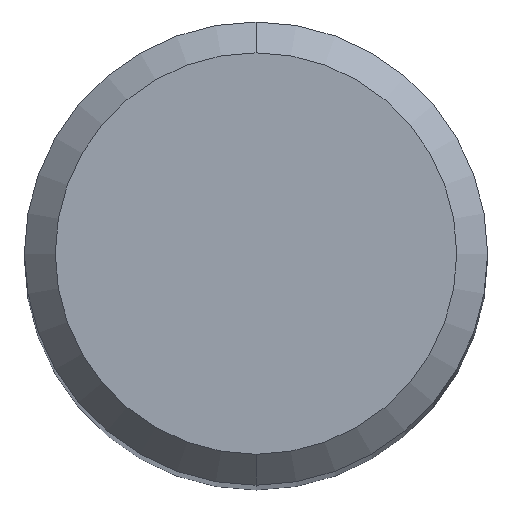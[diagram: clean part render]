
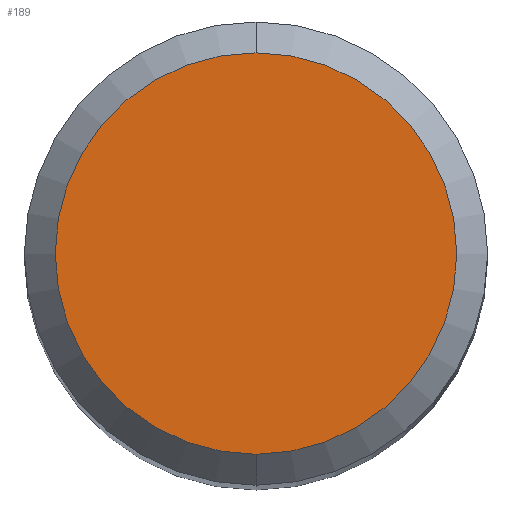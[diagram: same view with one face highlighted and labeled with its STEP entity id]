
A CAD part, top view. The second image highlights one B-rep face of the part: STEP entity #189.
In plain terms, the highlighted planar face has unit normal (0, 0, 1).
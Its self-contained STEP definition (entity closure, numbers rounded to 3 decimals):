
#137=EDGE_CURVE('',#183,#201,#293,.T.);
#171=EDGE_CURVE('',#201,#183,#331,.T.);
#183=VERTEX_POINT('',#344);
#189=ADVANCED_FACE('',(#350),#351,.T.);
#201=VERTEX_POINT('',#366);
#293=CIRCLE('',#467,2.6);
#331=CIRCLE('',#516,2.6);
#344=CARTESIAN_POINT('',(0.,-2.6,0.0));
#350=FACE_OUTER_BOUND('',#539,.T.);
#351=PLANE('',#540);
#366=CARTESIAN_POINT('',(0.0,2.6,0.0));
#467=AXIS2_PLACEMENT_3D('',#657,#658,#659);
#516=AXIS2_PLACEMENT_3D('',#706,#707,#708);
#539=EDGE_LOOP('',(#725,#726));
#540=AXIS2_PLACEMENT_3D('',#727,#728,#729);
#657=CARTESIAN_POINT('',(0.0,0.0,0.0));
#658=DIRECTION('',(0.0,0.0,-1.0));
#659=DIRECTION('',(0.0,1.0,0.0));
#706=CARTESIAN_POINT('',(0.0,0.0,0.0));
#707=DIRECTION('',(0.0,0.0,-1.0));
#708=DIRECTION('',(0.0,1.0,0.0));
#725=ORIENTED_EDGE('',*,*,#171,.F.);
#726=ORIENTED_EDGE('',*,*,#137,.F.);
#727=CARTESIAN_POINT('',(0.0,1.3,0.0));
#728=DIRECTION('',(-0.0,0.0,1.0));
#729=DIRECTION('',(0.0,-1.0,0.0));
